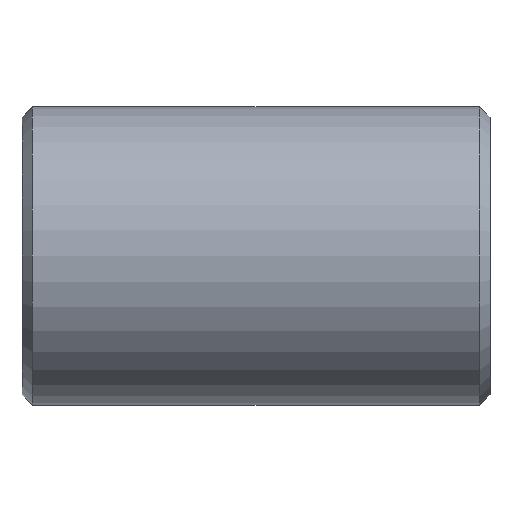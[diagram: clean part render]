
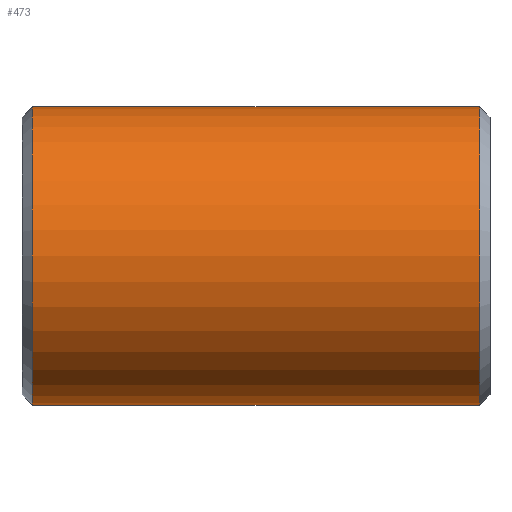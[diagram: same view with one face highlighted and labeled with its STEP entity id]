
A CAD part, front view. The second image highlights one B-rep face of the part: STEP entity #473.
In plain terms, the highlighted cylindrical face has radius 161.925 mm (diameter 323.85 mm), a partial arc.
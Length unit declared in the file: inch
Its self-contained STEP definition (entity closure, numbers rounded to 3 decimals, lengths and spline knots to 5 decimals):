
#6 = ORIENTED_EDGE ( 'NONE', *, *, #574, .T. ) ;
#31 = DIRECTION ( 'NONE',  ( -1., 0., 0. ) ) ;
#38 = AXIS2_PLACEMENT_3D ( 'NONE', #118, #31, #162 ) ;
#39 = EDGE_CURVE ( 'NONE', #280, #431, #363, .T. ) ;
#61 = CARTESIAN_POINT ( 'NONE',  ( -9.56267, 0., 6.375 ) ) ;
#69 = EDGE_CURVE ( 'NONE', #280, #352, #355, .T. ) ;
#93 = VECTOR ( 'NONE', #294, 39.37008 ) ;
#115 = CIRCLE ( 'NONE', #270, 6.375 ) ;
#118 = CARTESIAN_POINT ( 'NONE',  ( 9.56267, 0., 0. ) ) ;
#162 = DIRECTION ( 'NONE',  ( 0., 0., -1. ) ) ;
#184 = ORIENTED_EDGE ( 'NONE', *, *, #202, .F. ) ;
#185 = CARTESIAN_POINT ( 'NONE',  ( 10., 0., 6.375 ) ) ;
#192 = ORIENTED_EDGE ( 'NONE', *, *, #69, .F. ) ;
#200 = VECTOR ( 'NONE', #415, 39.37008 ) ;
#202 = EDGE_CURVE ( 'NONE', #352, #253, #410, .T. ) ;
#243 = CARTESIAN_POINT ( 'NONE',  ( -9.56267, 0., 0. ) ) ;
#246 = ORIENTED_EDGE ( 'NONE', *, *, #39, .T. ) ;
#249 = DIRECTION ( 'NONE',  ( 0., 0., 1. ) ) ;
#253 = VERTEX_POINT ( 'NONE', #510 ) ;
#270 = AXIS2_PLACEMENT_3D ( 'NONE', #243, #561, #472 ) ;
#280 = VERTEX_POINT ( 'NONE', #482 ) ;
#294 = DIRECTION ( 'NONE',  ( -1., 0., 0. ) ) ;
#307 = ORIENTED_EDGE ( 'NONE', *, *, #500, .T. ) ;
#314 = CARTESIAN_POINT ( 'NONE',  ( 0., 0., -6.375 ) ) ;
#329 = CYLINDRICAL_SURFACE ( 'NONE', #354, 6.375 ) ;
#338 = CARTESIAN_POINT ( 'NONE',  ( 10., 0., 6.375 ) ) ;
#352 = VERTEX_POINT ( 'NONE', #314 ) ;
#354 = AXIS2_PLACEMENT_3D ( 'NONE', #509, #557, #249 ) ;
#355 = LINE ( 'NONE', #539, #384 ) ;
#358 = DIRECTION ( 'NONE',  ( -1., 0., 0. ) ) ;
#363 = CIRCLE ( 'NONE', #38, 6.375 ) ;
#365 = CARTESIAN_POINT ( 'NONE',  ( 10., 0., -6.375 ) ) ;
#370 = LINE ( 'NONE', #185, #478 ) ;
#373 = CARTESIAN_POINT ( 'NONE',  ( 0., 0., 6.375 ) ) ;
#384 = VECTOR ( 'NONE', #358, 39.37008 ) ;
#410 = LINE ( 'NONE', #365, #200 ) ;
#415 = DIRECTION ( 'NONE',  ( -1., 0., 0. ) ) ;
#431 = VERTEX_POINT ( 'NONE', #569 ) ;
#432 = LINE ( 'NONE', #338, #93 ) ;
#439 = VERTEX_POINT ( 'NONE', #61 ) ;
#450 = EDGE_CURVE ( 'NONE', #431, #551, #432, .T. ) ;
#472 = DIRECTION ( 'NONE',  ( 0., 0., 1. ) ) ;
#473 = ADVANCED_FACE ( 'NONE', ( #475 ), #329, .T. ) ;
#475 = FACE_OUTER_BOUND ( 'NONE', #495, .T. ) ;
#478 = VECTOR ( 'NONE', #552, 39.37008 ) ;
#482 = CARTESIAN_POINT ( 'NONE',  ( 9.56267, 0., -6.375 ) ) ;
#495 = EDGE_LOOP ( 'NONE', ( #192, #246, #514, #307, #6, #184 ) ) ;
#500 = EDGE_CURVE ( 'NONE', #551, #439, #370, .T. ) ;
#509 = CARTESIAN_POINT ( 'NONE',  ( 10., 0., 0. ) ) ;
#510 = CARTESIAN_POINT ( 'NONE',  ( -9.56267, 0., -6.375 ) ) ;
#514 = ORIENTED_EDGE ( 'NONE', *, *, #450, .T. ) ;
#539 = CARTESIAN_POINT ( 'NONE',  ( 10., 0., -6.375 ) ) ;
#551 = VERTEX_POINT ( 'NONE', #373 ) ;
#552 = DIRECTION ( 'NONE',  ( -1., 0., 0. ) ) ;
#557 = DIRECTION ( 'NONE',  ( -1., 0., 0. ) ) ;
#561 = DIRECTION ( 'NONE',  ( 1., 0., 0. ) ) ;
#569 = CARTESIAN_POINT ( 'NONE',  ( 9.56267, 0., 6.375 ) ) ;
#574 = EDGE_CURVE ( 'NONE', #439, #253, #115, .T. ) ;
